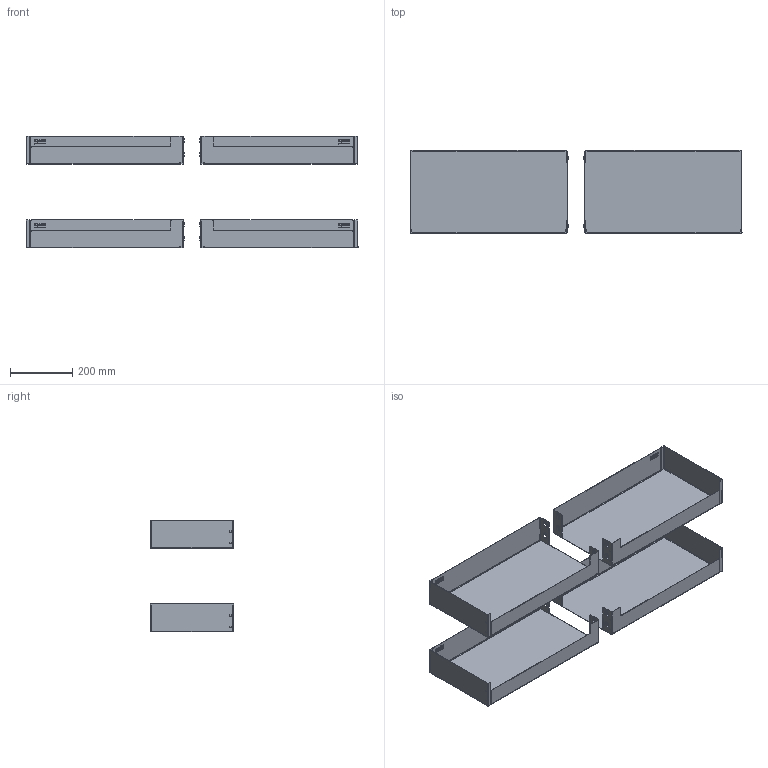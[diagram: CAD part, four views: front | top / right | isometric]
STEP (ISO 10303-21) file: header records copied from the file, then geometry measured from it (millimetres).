
FILE_DESCRIPTION(/* description */ (''),/* implementation_level */ '2;1');
FILE_NAME(/* name */ '3D_500-0354-XX.stp',/* time_stamp */ '2022-03-17T11:14:40+01:00',/* author */ ('as'),/* organization */ (''),/* preprocessor_version */ 'ST-DEVELOPER v18.1',/* originating_system */ 'Autodesk Inventor 2021',/* authorisation */ '');
FILE_SCHEMA (('CONFIG_CONTROL_DESIGN'));
Products named in the file (1): Pegasus Tablar Set Liro 1200
Bounding box: 1067.8 x 267 x 360 mm (x, y, z)
Volume: 1185989.6 mm3; surface area: 1910937.6 mm2
Topology: 4 solids, 4 shells, 2572 faces, 6692 edges, 4312 vertices
Faces by surface type: plane 1928, cylinder 484, bspline 64, torus 64, cone 32
Entity records: 89075 total; most frequent: CARTESIAN_POINT 22857, ORIENTED_EDGE 13384, DIRECTION 12678, EDGE_CURVE 6692, LINE 5468, VECTOR 5468, VERTEX_POINT 4312, AXIS2_PLACEMENT_3D 3605
